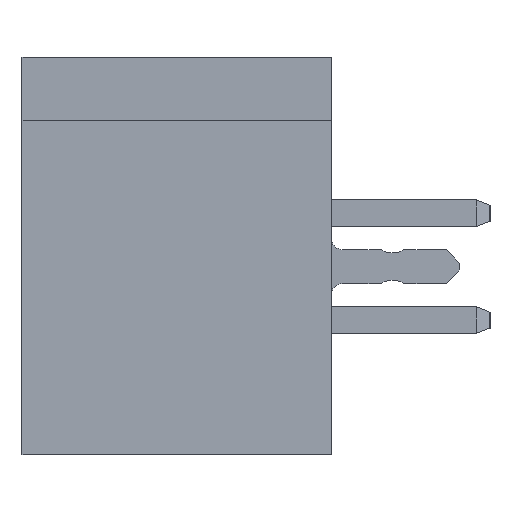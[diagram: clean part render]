
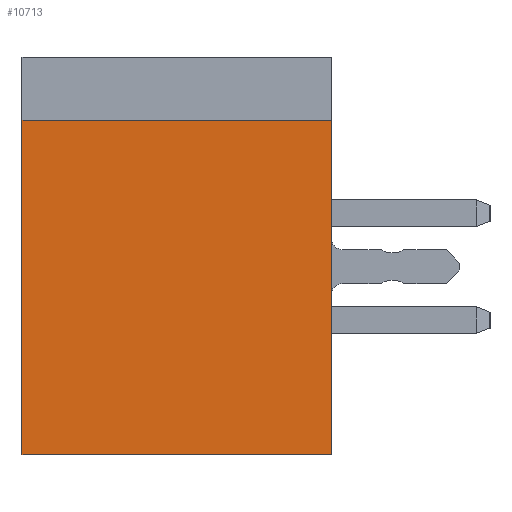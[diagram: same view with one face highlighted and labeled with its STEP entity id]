
A CAD part, left-side view. The second image highlights one B-rep face of the part: STEP entity #10713.
In plain terms, the highlighted planar face has unit normal (-1, 0, 0).
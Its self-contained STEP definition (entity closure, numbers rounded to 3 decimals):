
#367=ORIENTED_EDGE('',*,*,#3385,.F.);
#368=ORIENTED_EDGE('',*,*,#3514,.F.);
#369=ORIENTED_EDGE('',*,*,#3511,.T.);
#370=ORIENTED_EDGE('',*,*,#3515,.T.);
#3385=EDGE_CURVE('',#4972,#4973,#5978,.T.);
#3511=EDGE_CURVE('',#5073,#5075,#6088,.T.);
#3514=EDGE_CURVE('',#5073,#4972,#6091,.T.);
#3515=EDGE_CURVE('',#5075,#4973,#6092,.T.);
#4972=VERTEX_POINT('',#14956);
#4973=VERTEX_POINT('',#14958);
#5073=VERTEX_POINT('',#15195);
#5075=VERTEX_POINT('',#15200);
#5978=LINE('',#14957,#7479);
#6088=LINE('',#15201,#7589);
#6091=LINE('',#15207,#7592);
#6092=LINE('',#15208,#7593);
#7479=VECTOR('',#12056,1000.);
#7589=VECTOR('',#12228,1000.);
#7592=VECTOR('',#12237,1000.);
#7593=VECTOR('',#12238,1000.);
#8966=EDGE_LOOP('',(#367,#368,#369,#370));
#9567=FACE_BOUND('',#8966,.T.);
#10165=PLANE('',#11360);
#10713=ADVANCED_FACE('',(#9567),#10165,.T.);
#11360=AXIS2_PLACEMENT_3D('',#15206,#12235,#12236);
#12056=DIRECTION('',(0.,0.,1.));
#12228=DIRECTION('',(0.,0.,1.));
#12235=DIRECTION('',(-1.,0.,0.));
#12236=DIRECTION('',(0.,0.,1.));
#12237=DIRECTION('',(0.,1.,0.));
#12238=DIRECTION('',(0.,1.,0.));
#14956=CARTESIAN_POINT('',(-12.837,2.895,-3.52));
#14957=CARTESIAN_POINT('',(-12.837,2.895,-3.52));
#14958=CARTESIAN_POINT('',(-12.837,2.895,2.735));
#15195=CARTESIAN_POINT('',(-12.837,-2.895,-3.52));
#15200=CARTESIAN_POINT('',(-12.837,-2.895,2.735));
#15201=CARTESIAN_POINT('',(-12.837,-2.895,-3.52));
#15206=CARTESIAN_POINT('',(-12.837,-2.895,-3.52));
#15207=CARTESIAN_POINT('',(-12.837,-2.895,-3.52));
#15208=CARTESIAN_POINT('',(-12.837,-2.895,2.735));
